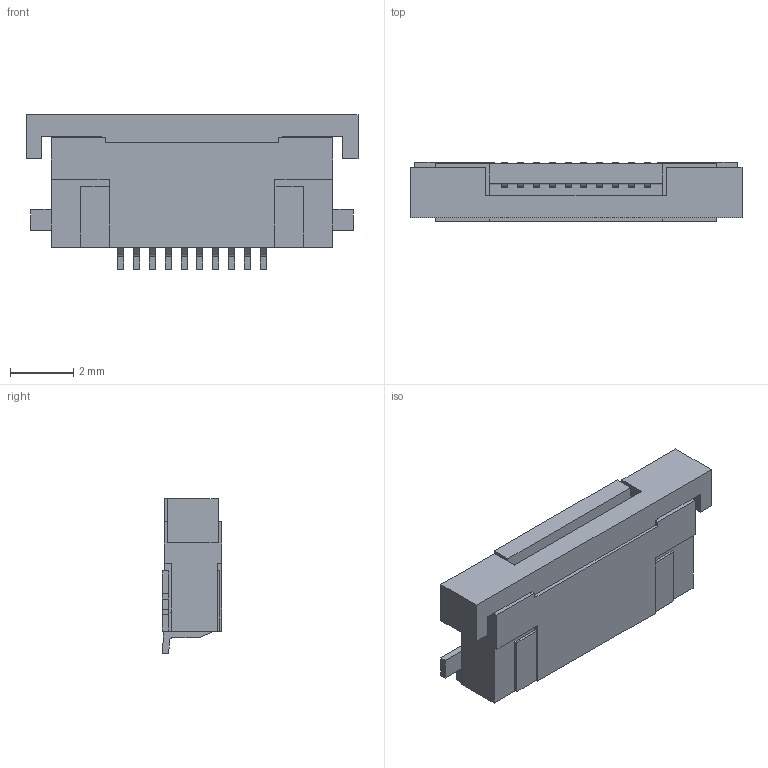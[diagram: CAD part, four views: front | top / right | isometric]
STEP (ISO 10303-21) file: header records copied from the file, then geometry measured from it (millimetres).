
FILE_DESCRIPTION((''),'2;1');
FILE_NAME('ISFV10R_3STLF','2007-09-03T',('ShoujiR'),(''),'PRO/ENGINEER BY PARAMETRIC TECHNOLOGY CORPORATION, 2005230','PRO/ENGINEER BY PARAMETRIC TECHNOLOGY CORPORATION, 2005230','');
FILE_SCHEMA(('CONFIG_CONTROL_DESIGN'));
Length unit declared in the file: millimetre
Products named in the file (1): ISFV10R_3STLF
Bounding box: 10.5 x 1.87 x 4.9 mm (x, y, z)
Volume: 63.3 mm3; surface area: 211 mm2
Topology: 1 solids, 1 shells, 290 faces, 832 edges, 554 vertices
Faces by surface type: plane 260, cylinder 30
Entity records: 9378 total; most frequent: CARTESIAN_POINT 1676, ORIENTED_EDGE 1664, DIRECTION 1472, EDGE_CURVE 832, VECTOR 772, LINE 772, VERTEX_POINT 554, AXIS2_PLACEMENT_3D 350
